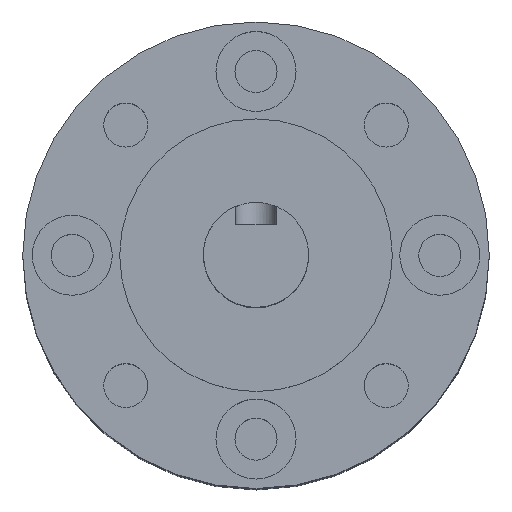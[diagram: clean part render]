
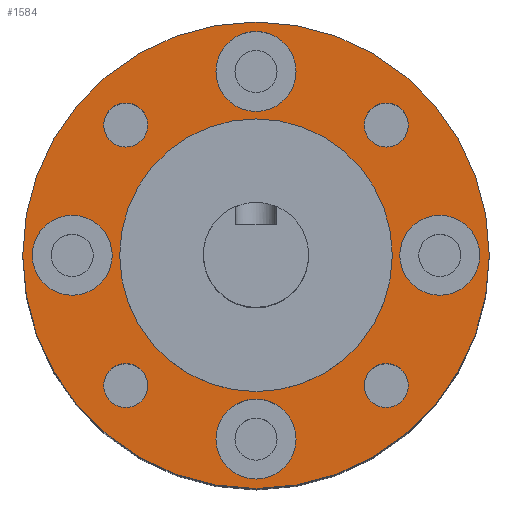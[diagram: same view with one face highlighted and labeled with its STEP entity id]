
A CAD part, top view. The second image highlights one B-rep face of the part: STEP entity #1584.
In plain terms, the highlighted planar face has unit normal (0, 0, 1).
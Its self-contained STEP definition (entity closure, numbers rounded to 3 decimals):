
#34=FACE_BOUND('',#358,.T.);
#35=FACE_BOUND('',#359,.T.);
#36=FACE_BOUND('',#360,.T.);
#37=FACE_BOUND('',#361,.T.);
#38=FACE_BOUND('',#362,.T.);
#39=FACE_BOUND('',#363,.T.);
#40=FACE_BOUND('',#364,.T.);
#41=FACE_BOUND('',#365,.T.);
#42=FACE_BOUND('',#366,.T.);
#51=CIRCLE('',#1623,12.95);
#74=CIRCLE('',#1695,2.091);
#76=CIRCLE('',#1699,2.091);
#78=CIRCLE('',#1703,2.091);
#80=CIRCLE('',#1707,2.091);
#90=CIRCLE('',#1727,3.8);
#92=CIRCLE('',#1731,3.8);
#94=CIRCLE('',#1735,3.8);
#96=CIRCLE('',#1739,3.8);
#102=CIRCLE('',#1750,22.16);
#243=FACE_OUTER_BOUND('',#357,.T.);
#357=EDGE_LOOP('',(#1326));
#358=EDGE_LOOP('',(#1327));
#359=EDGE_LOOP('',(#1328));
#360=EDGE_LOOP('',(#1329));
#361=EDGE_LOOP('',(#1330));
#362=EDGE_LOOP('',(#1331));
#363=EDGE_LOOP('',(#1332));
#364=EDGE_LOOP('',(#1333));
#365=EDGE_LOOP('',(#1334));
#366=EDGE_LOOP('',(#1335));
#633=VERTEX_POINT('',#2280);
#714=VERTEX_POINT('',#2626);
#716=VERTEX_POINT('',#2633);
#718=VERTEX_POINT('',#2640);
#720=VERTEX_POINT('',#2647);
#730=VERTEX_POINT('',#2682);
#732=VERTEX_POINT('',#2689);
#734=VERTEX_POINT('',#2696);
#736=VERTEX_POINT('',#2703);
#742=VERTEX_POINT('',#2722);
#771=EDGE_CURVE('',#633,#633,#51,.T.);
#894=EDGE_CURVE('',#714,#714,#74,.T.);
#897=EDGE_CURVE('',#716,#716,#76,.T.);
#900=EDGE_CURVE('',#718,#718,#78,.T.);
#903=EDGE_CURVE('',#720,#720,#80,.T.);
#918=EDGE_CURVE('',#730,#730,#90,.T.);
#921=EDGE_CURVE('',#732,#732,#92,.T.);
#924=EDGE_CURVE('',#734,#734,#94,.T.);
#927=EDGE_CURVE('',#736,#736,#96,.T.);
#935=EDGE_CURVE('',#742,#742,#102,.T.);
#1326=ORIENTED_EDGE('',*,*,#935,.T.);
#1327=ORIENTED_EDGE('',*,*,#771,.T.);
#1328=ORIENTED_EDGE('',*,*,#894,.T.);
#1329=ORIENTED_EDGE('',*,*,#897,.T.);
#1330=ORIENTED_EDGE('',*,*,#900,.T.);
#1331=ORIENTED_EDGE('',*,*,#903,.T.);
#1332=ORIENTED_EDGE('',*,*,#918,.T.);
#1333=ORIENTED_EDGE('',*,*,#921,.T.);
#1334=ORIENTED_EDGE('',*,*,#924,.T.);
#1335=ORIENTED_EDGE('',*,*,#927,.T.);
#1413=PLANE('',#1763);
#1584=ADVANCED_FACE('',(#243,#34,#35,#36,#37,#38,#39,#40,#41,#42),#1413,
 .T.);
#1623=AXIS2_PLACEMENT_3D('',#2282,#1812,#1813);
#1695=AXIS2_PLACEMENT_3D('',#2627,#2048,#2049);
#1699=AXIS2_PLACEMENT_3D('',#2634,#2057,#2058);
#1703=AXIS2_PLACEMENT_3D('',#2641,#2066,#2067);
#1707=AXIS2_PLACEMENT_3D('',#2648,#2075,#2076);
#1727=AXIS2_PLACEMENT_3D('',#2683,#2120,#2121);
#1731=AXIS2_PLACEMENT_3D('',#2690,#2129,#2130);
#1735=AXIS2_PLACEMENT_3D('',#2697,#2138,#2139);
#1739=AXIS2_PLACEMENT_3D('',#2704,#2147,#2148);
#1750=AXIS2_PLACEMENT_3D('',#2723,#2171,#2172);
#1763=AXIS2_PLACEMENT_3D('',#2746,#2201,#2202);
#1812=DIRECTION('center_axis',(0.,0.,-1.));
#1813=DIRECTION('ref_axis',(-1.,0.,0.));
#2048=DIRECTION('center_axis',(0.,0.,-1.));
#2049=DIRECTION('ref_axis',(-1.,0.,0.));
#2057=DIRECTION('center_axis',(0.,0.,-1.));
#2058=DIRECTION('ref_axis',(-1.,0.,0.));
#2066=DIRECTION('center_axis',(0.,0.,-1.));
#2067=DIRECTION('ref_axis',(-1.,0.,0.));
#2075=DIRECTION('center_axis',(0.,0.,-1.));
#2076=DIRECTION('ref_axis',(-1.,0.,0.));
#2120=DIRECTION('center_axis',(0.,0.,-1.));
#2121=DIRECTION('ref_axis',(-1.,0.,0.));
#2129=DIRECTION('center_axis',(0.,0.,-1.));
#2130=DIRECTION('ref_axis',(-1.,0.,0.));
#2138=DIRECTION('center_axis',(0.,0.,-1.));
#2139=DIRECTION('ref_axis',(-1.,0.,0.));
#2147=DIRECTION('center_axis',(0.,0.,-1.));
#2148=DIRECTION('ref_axis',(-1.,0.,0.));
#2171=DIRECTION('center_axis',(0.,0.,1.));
#2172=DIRECTION('ref_axis',(-1.,0.,0.));
#2201=DIRECTION('center_axis',(0.,0.,1.));
#2202=DIRECTION('ref_axis',(1.,0.,0.));
#2280=CARTESIAN_POINT('',(12.95,0.,39.88));
#2282=CARTESIAN_POINT('Origin',(0.,0.,39.88));
#2626=CARTESIAN_POINT('',(-10.284,-12.374,39.88));
#2627=CARTESIAN_POINT('Origin',(-12.374,-12.374,39.88));
#2633=CARTESIAN_POINT('',(14.465,12.374,39.88));
#2634=CARTESIAN_POINT('Origin',(12.374,12.374,39.88));
#2640=CARTESIAN_POINT('',(-10.284,12.374,39.88));
#2641=CARTESIAN_POINT('Origin',(-12.374,12.374,39.88));
#2647=CARTESIAN_POINT('',(14.465,-12.374,39.88));
#2648=CARTESIAN_POINT('Origin',(12.374,-12.374,39.88));
#2682=CARTESIAN_POINT('',(3.8,-17.46,39.88));
#2683=CARTESIAN_POINT('Origin',(0.,-17.46,39.88));
#2689=CARTESIAN_POINT('',(3.8,17.46,39.88));
#2690=CARTESIAN_POINT('Origin',(0.,17.46,39.88));
#2696=CARTESIAN_POINT('',(-13.66,0.,39.88));
#2697=CARTESIAN_POINT('Origin',(-17.46,0.,39.88));
#2703=CARTESIAN_POINT('',(21.26,0.,39.88));
#2704=CARTESIAN_POINT('Origin',(17.46,0.,39.88));
#2722=CARTESIAN_POINT('',(22.16,0.,39.88));
#2723=CARTESIAN_POINT('Origin',(0.,0.,39.88));
#2746=CARTESIAN_POINT('Origin',(0.,0.,
39.88));
